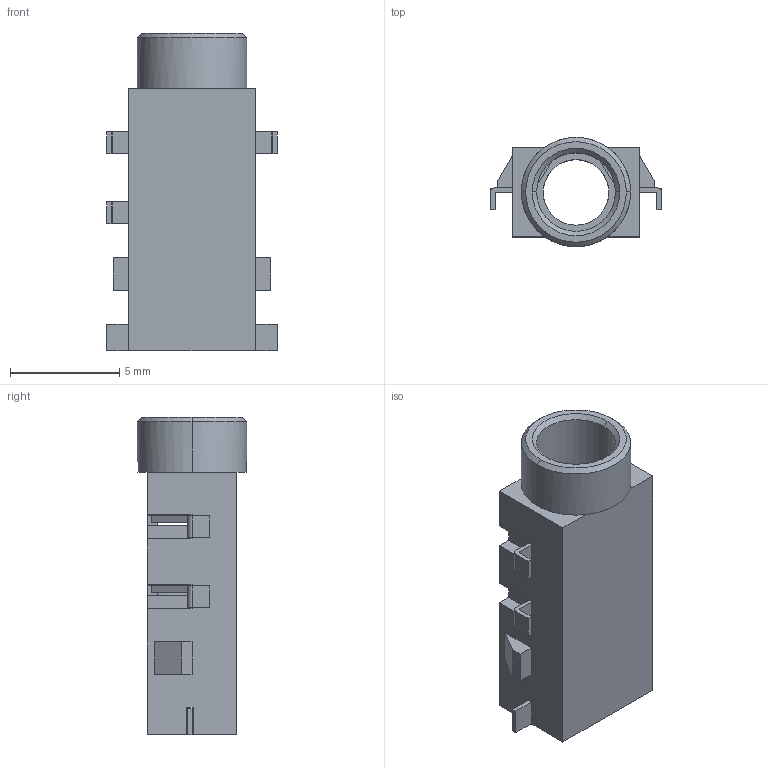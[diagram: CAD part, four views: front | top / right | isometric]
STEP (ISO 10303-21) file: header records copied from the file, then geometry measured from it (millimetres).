
FILE_DESCRIPTION(('STEP AP214'),'1');
FILE_NAME('sj-3501-smt-tr.stp','2018-08-13T05:37:18',('TraceParts'),('TraceParts S.A.'),'Spatial InterOp 3D',' ',' ');
FILE_SCHEMA(('automotive_design'));
Length unit declared in the file: millimetre
Products named in the file (6): sj-3501-smt-tr_1; sj-3501-smt-tr_2; sj-3501-smt-tr_3; sj-3501-smt-tr_4; sj-3501-smt-tr_5; sj-3501-smt-tr_6
Bounding box: 7.8 x 5 x 14.5 mm (x, y, z)
Volume: 189.1 mm3; surface area: 600 mm2
Topology: 6 solids, 6 shells, 190 faces, 529 edges, 347 vertices
Faces by surface type: plane 156, cylinder 30, cone 4
Entity records: 7691 total; most frequent: CARTESIAN_POINT 1072, ORIENTED_EDGE 1058, DIRECTION 999, EDGE_CURVE 529, LINE 451, VECTOR 451, VERTEX_POINT 347, AXIS2_PLACEMENT_3D 274
